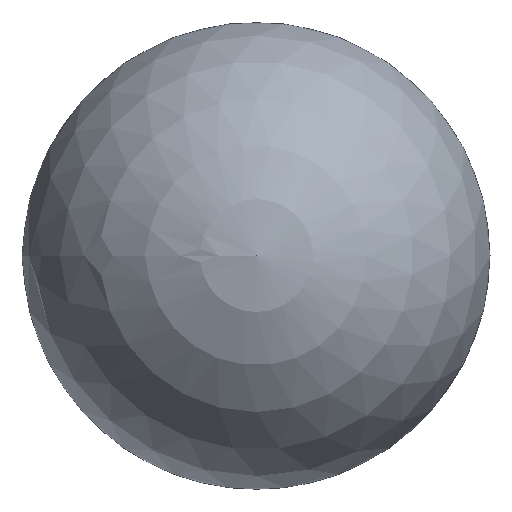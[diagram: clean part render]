
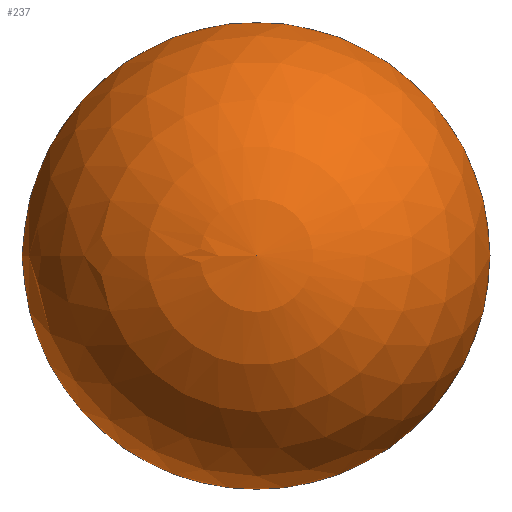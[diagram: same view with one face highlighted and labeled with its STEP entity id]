
A CAD part, top view. The second image highlights one B-rep face of the part: STEP entity #237.
In plain terms, the highlighted spherical face has radius 20 mm.
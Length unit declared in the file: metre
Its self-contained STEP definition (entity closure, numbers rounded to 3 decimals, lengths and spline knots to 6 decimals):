
#54=SPHERICAL_SURFACE('',#272,0.02);
#59=ORIENTED_EDGE('',*,*,#116,.F.);
#116=EDGE_CURVE('',#146,#146,#168,.T.);
#146=VERTEX_POINT('',#383);
#168=CIRCLE('',#269,0.013104);
#185=EDGE_LOOP('',(#59));
#209=FACE_BOUND('',#185,.T.);
#237=ADVANCED_FACE('',(#209),#54,.T.);
#269=AXIS2_PLACEMENT_3D('',#382,#304,#305);
#272=AXIS2_PLACEMENT_3D('',#387,#310,#311);
#304=DIRECTION('',(0.,0.,-1.));
#305=DIRECTION('',(-1.,0.,0.));
#310=DIRECTION('',(0.,0.,-1.));
#311=DIRECTION('',(-1.,0.,0.));
#382=CARTESIAN_POINT('',(0.,0.,0.064891));
#383=CARTESIAN_POINT('',(-0.013104,0.,0.064891));
#387=CARTESIAN_POINT('',(0.,0.,0.08));
